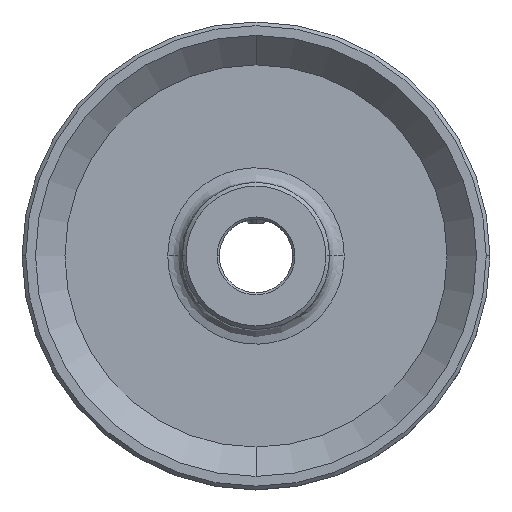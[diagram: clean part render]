
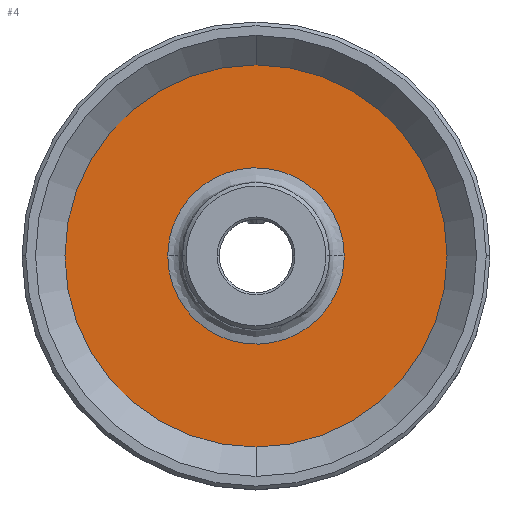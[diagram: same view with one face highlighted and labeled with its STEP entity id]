
A CAD part, top view. The second image highlights one B-rep face of the part: STEP entity #4.
In plain terms, the highlighted planar face has unit normal (0, 0, 1).
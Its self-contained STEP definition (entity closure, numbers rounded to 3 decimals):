
#4 = ADVANCED_FACE ( 'NONE', ( #458, #165 ), #268, .F. ) ;
#52 = DIRECTION ( 'NONE',  ( 0., -1., 0. ) ) ;
#60 = CARTESIAN_POINT ( 'NONE',  ( 12., 0., 8. ) ) ;
#65 =( BOUNDED_CURVE ( )  B_SPLINE_CURVE ( 3, ( #250, #492, #115, #858 ),
 .UNSPECIFIED., .F., .F. ) 
 B_SPLINE_CURVE_WITH_KNOTS ( ( 4, 4 ),
 ( 0., 0.5 ),
 .UNSPECIFIED. ) 
 CURVE ( )  GEOMETRIC_REPRESENTATION_ITEM ( )  RATIONAL_B_SPLINE_CURVE ( ( 1., 0.333, 0.333, 1. ) ) 
 REPRESENTATION_ITEM ( '' )  );
#85 = DIRECTION ( 'NONE',  ( 0., 0., 1. ) ) ;
#115 = CARTESIAN_POINT ( 'NONE',  ( -12., 24., 8. ) ) ;
#120 = DIRECTION ( 'NONE',  ( -1., 0., 0. ) ) ;
#147 = CIRCLE ( 'NONE', #1545, 26. ) ;
#165 = FACE_OUTER_BOUND ( 'NONE', #564, .T. ) ;
#180 = CARTESIAN_POINT ( 'NONE',  ( 0., 0., 8. ) ) ;
#238 = ORIENTED_EDGE ( 'NONE', *, *, #589, .F. ) ;
#250 = CARTESIAN_POINT ( 'NONE',  ( 12., 0., 8. ) ) ;
#268 = PLANE ( 'NONE',  #550 ) ;
#397 = EDGE_CURVE ( 'NONE', #1068, #467, #1406, .T. ) ;
#454 = DIRECTION ( 'NONE',  ( 0., 0., -1. ) ) ;
#458 = FACE_BOUND ( 'NONE', #638, .T. ) ;
#467 = VERTEX_POINT ( 'NONE', #809 ) ;
#492 = CARTESIAN_POINT ( 'NONE',  ( 12., 24., 8. ) ) ;
#540 = ORIENTED_EDGE ( 'NONE', *, *, #1070, .T. ) ;
#550 = AXIS2_PLACEMENT_3D ( 'NONE', #180, #454, #120 ) ;
#564 = EDGE_LOOP ( 'NONE', ( #1208, #540 ) ) ;
#576 = VERTEX_POINT ( 'NONE', #1217 ) ;
#589 = EDGE_CURVE ( 'NONE', #1185, #576, #65, .T. ) ;
#638 = EDGE_LOOP ( 'NONE', ( #238, #1088 ) ) ;
#796 = DIRECTION ( 'NONE',  ( 0., 0., 1. ) ) ;
#808 = CARTESIAN_POINT ( 'NONE',  ( 12., -24., 8. ) ) ;
#809 = CARTESIAN_POINT ( 'NONE',  ( 0., 26., 8. ) ) ;
#834 = CARTESIAN_POINT ( 'NONE',  ( 0., 0., 8. ) ) ;
#858 = CARTESIAN_POINT ( 'NONE',  ( -12., 0., 8. ) ) ;
#956 = DIRECTION ( 'NONE',  ( 0., -1., 0. ) ) ;
#983 =( BOUNDED_CURVE ( )  B_SPLINE_CURVE ( 3, ( #1164, #1277, #808, #60 ),
 .UNSPECIFIED., .F., .T. ) 
 B_SPLINE_CURVE_WITH_KNOTS ( ( 4, 4 ),
 ( 0.5, 1. ),
 .UNSPECIFIED. ) 
 CURVE ( )  GEOMETRIC_REPRESENTATION_ITEM ( )  RATIONAL_B_SPLINE_CURVE ( ( 1., 0.333, 0.333, 1. ) ) 
 REPRESENTATION_ITEM ( '' )  );
#1037 = CARTESIAN_POINT ( 'NONE',  ( 0., -26., 8. ) ) ;
#1059 = CARTESIAN_POINT ( 'NONE',  ( 12., 0., 8. ) ) ;
#1068 = VERTEX_POINT ( 'NONE', #1037 ) ;
#1070 = EDGE_CURVE ( 'NONE', #467, #1068, #147, .T. ) ;
#1088 = ORIENTED_EDGE ( 'NONE', *, *, #1516, .F. ) ;
#1164 = CARTESIAN_POINT ( 'NONE',  ( -12., 0., 8. ) ) ;
#1185 = VERTEX_POINT ( 'NONE', #1059 ) ;
#1208 = ORIENTED_EDGE ( 'NONE', *, *, #397, .T. ) ;
#1217 = CARTESIAN_POINT ( 'NONE',  ( -12., 0., 8. ) ) ;
#1277 = CARTESIAN_POINT ( 'NONE',  ( -12., -24., 8. ) ) ;
#1406 = CIRCLE ( 'NONE', #1560, 26. ) ;
#1505 = CARTESIAN_POINT ( 'NONE',  ( 0., 0., 8. ) ) ;
#1516 = EDGE_CURVE ( 'NONE', #576, #1185, #983, .T. ) ;
#1545 = AXIS2_PLACEMENT_3D ( 'NONE', #1505, #796, #52 ) ;
#1560 = AXIS2_PLACEMENT_3D ( 'NONE', #834, #85, #956 ) ;
